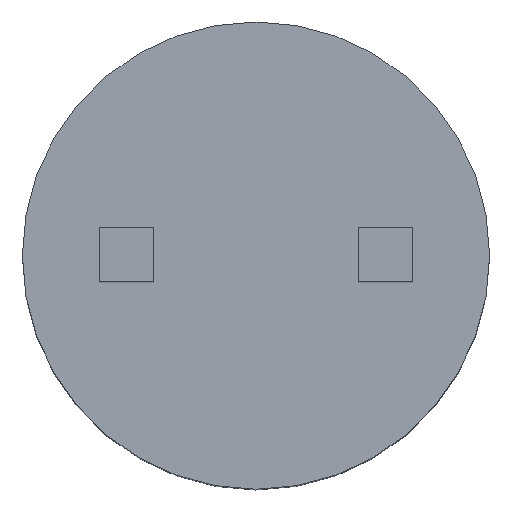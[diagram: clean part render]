
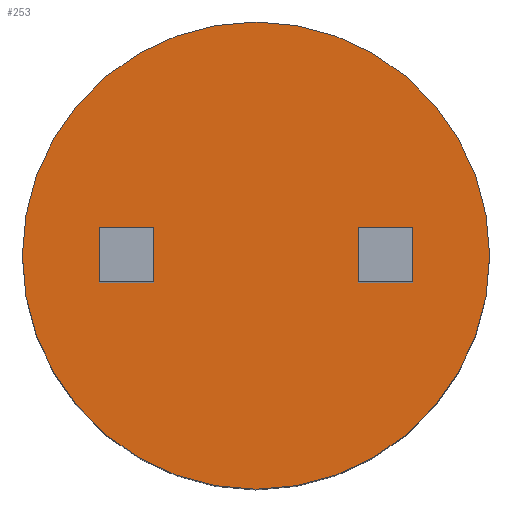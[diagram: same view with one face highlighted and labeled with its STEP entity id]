
A CAD part, top view. The second image highlights one B-rep face of the part: STEP entity #253.
In plain terms, the highlighted planar face has unit normal (0, 0, 1).
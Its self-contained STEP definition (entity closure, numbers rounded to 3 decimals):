
#33 = VERTEX_POINT('',#34);
#34 = CARTESIAN_POINT('',(5.404,0.026,
    -6.997));
#40 = EDGE_CURVE('',#33,#41,#43,.T.);
#41 = VERTEX_POINT('',#42);
#42 = CARTESIAN_POINT('',(-1.446,0.026,
    -6.997));
#43 = CIRCLE('',#44,3.425);
#44 = AXIS2_PLACEMENT_3D('',#45,#46,#47);
#45 = CARTESIAN_POINT('',(1.979,0.026,
    -6.997));
#46 = DIRECTION('',(0.,0.,-1.));
#47 = DIRECTION('',(-1.,0.,0.));
#242 = EDGE_CURVE('',#41,#33,#243,.T.);
#243 = CIRCLE('',#244,3.425);
#244 = AXIS2_PLACEMENT_3D('',#245,#246,#247);
#245 = CARTESIAN_POINT('',(1.979,0.026,
    -6.997));
#246 = DIRECTION('',(0.,0.,-1.));
#247 = DIRECTION('',(-1.,0.,0.));
#253 = ADVANCED_FACE('',(#254,#288,#322),#326,.T.);
#254 = FACE_BOUND('',#255,.T.);
#255 = EDGE_LOOP('',(#256,#266,#274,#282));
#256 = ORIENTED_EDGE('',*,*,#257,.F.);
#257 = EDGE_CURVE('',#258,#260,#262,.T.);
#258 = VERTEX_POINT('',#259);
#259 = CARTESIAN_POINT('',(4.279,-0.374,
    -6.997));
#260 = VERTEX_POINT('',#261);
#261 = CARTESIAN_POINT('',(4.279,0.426,-6.997
    ));
#262 = LINE('',#263,#264);
#263 = CARTESIAN_POINT('',(4.279,-0.374,
    -6.997));
#264 = VECTOR('',#265,1.);
#265 = DIRECTION('',(0.,1.,0.));
#266 = ORIENTED_EDGE('',*,*,#267,.T.);
#267 = EDGE_CURVE('',#258,#268,#270,.T.);
#268 = VERTEX_POINT('',#269);
#269 = CARTESIAN_POINT('',(3.479,-0.374,
    -6.997));
#270 = LINE('',#271,#272);
#271 = CARTESIAN_POINT('',(1.979,-0.374,
    -6.997));
#272 = VECTOR('',#273,1.);
#273 = DIRECTION('',(-1.,0.,0.));
#274 = ORIENTED_EDGE('',*,*,#275,.F.);
#275 = EDGE_CURVE('',#276,#268,#278,.T.);
#276 = VERTEX_POINT('',#277);
#277 = CARTESIAN_POINT('',(3.479,0.426,-6.997
    ));
#278 = LINE('',#279,#280);
#279 = CARTESIAN_POINT('',(3.479,0.426,-6.997
    ));
#280 = VECTOR('',#281,1.);
#281 = DIRECTION('',(0.,-1.,0.));
#282 = ORIENTED_EDGE('',*,*,#283,.F.);
#283 = EDGE_CURVE('',#260,#276,#284,.T.);
#284 = LINE('',#285,#286);
#285 = CARTESIAN_POINT('',(4.279,0.426,-6.997
    ));
#286 = VECTOR('',#287,1.);
#287 = DIRECTION('',(-1.,0.,0.));
#288 = FACE_BOUND('',#289,.T.);
#289 = EDGE_LOOP('',(#290,#300,#308,#316));
#290 = ORIENTED_EDGE('',*,*,#291,.F.);
#291 = EDGE_CURVE('',#292,#294,#296,.T.);
#292 = VERTEX_POINT('',#293);
#293 = CARTESIAN_POINT('',(0.479,0.426,-6.997
    ));
#294 = VERTEX_POINT('',#295);
#295 = CARTESIAN_POINT('',(-0.321,0.426,
    -6.997));
#296 = LINE('',#297,#298);
#297 = CARTESIAN_POINT('',(0.479,0.426,-6.997
    ));
#298 = VECTOR('',#299,1.);
#299 = DIRECTION('',(-1.,0.,0.));
#300 = ORIENTED_EDGE('',*,*,#301,.T.);
#301 = EDGE_CURVE('',#292,#302,#304,.T.);
#302 = VERTEX_POINT('',#303);
#303 = CARTESIAN_POINT('',(0.479,-0.374,
    -6.997));
#304 = LINE('',#305,#306);
#305 = CARTESIAN_POINT('',(0.479,0.026,
    -6.997));
#306 = VECTOR('',#307,1.);
#307 = DIRECTION('',(0.,-1.,0.));
#308 = ORIENTED_EDGE('',*,*,#309,.F.);
#309 = EDGE_CURVE('',#310,#302,#312,.T.);
#310 = VERTEX_POINT('',#311);
#311 = CARTESIAN_POINT('',(-0.321,-0.374,
    -6.997));
#312 = LINE('',#313,#314);
#313 = CARTESIAN_POINT('',(-0.321,-0.374,
    -6.997));
#314 = VECTOR('',#315,1.);
#315 = DIRECTION('',(1.,0.,0.));
#316 = ORIENTED_EDGE('',*,*,#317,.F.);
#317 = EDGE_CURVE('',#294,#310,#318,.T.);
#318 = LINE('',#319,#320);
#319 = CARTESIAN_POINT('',(-0.321,0.426,
    -6.997));
#320 = VECTOR('',#321,1.);
#321 = DIRECTION('',(0.,-1.,0.));
#322 = FACE_BOUND('',#323,.T.);
#323 = EDGE_LOOP('',(#324,#325));
#324 = ORIENTED_EDGE('',*,*,#242,.F.);
#325 = ORIENTED_EDGE('',*,*,#40,.F.);
#326 = PLANE('',#327);
#327 = AXIS2_PLACEMENT_3D('',#328,#329,#330);
#328 = CARTESIAN_POINT('',(1.979,0.026,
    -6.997));
#329 = DIRECTION('',(0.,0.,1.));
#330 = DIRECTION('',(-1.,0.,0.));
